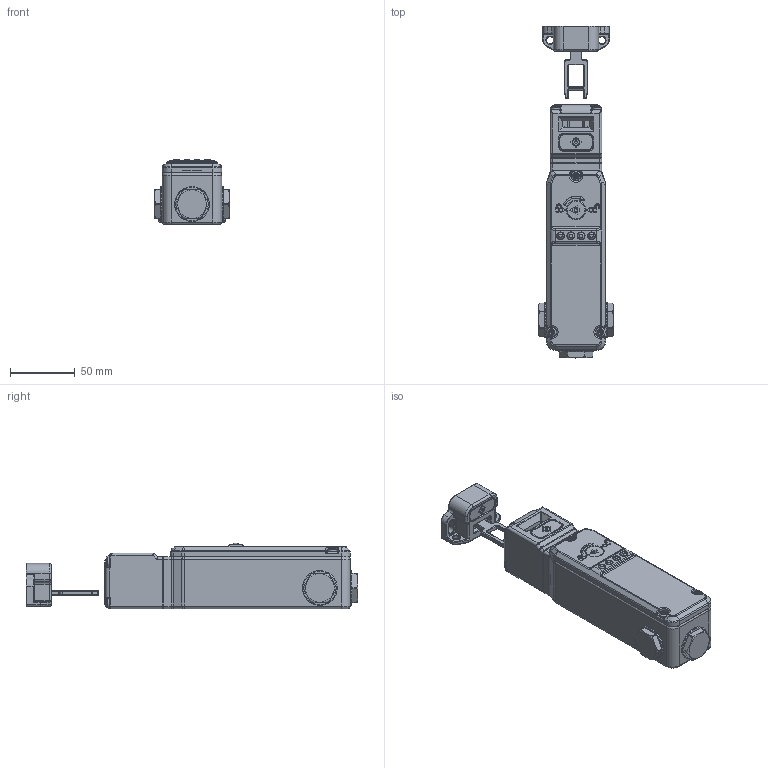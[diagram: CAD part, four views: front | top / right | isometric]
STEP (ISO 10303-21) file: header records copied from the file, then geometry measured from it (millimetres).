
FILE_DESCRIPTION (( 'STEP AP214' ), '1' );
FILE_NAME ('454-KLM-Z-HFZ.STEP', '2020-04-21T15:25:29', ( '' ), ( '' ), 'SwSTEP 2.0', 'SolidWorks 2019', '' );
FILE_SCHEMA (( 'AUTOMOTIVE_DESIGN' ));
Length unit declared in the file: inch
Products named in the file (1): 454-KLM-Z-HFZ
Bounding box: 58 x 257 x 50.5 mm (x, y, z)
Volume: 332406.8 mm3; surface area: 99719.9 mm2
Topology: 25 solids, 25 shells, 3821 faces, 9111 edges, 5302 vertices
Faces by surface type: cylinder 1495, bspline 1086, plane 1072, cone 102, torus 56, sphere 10
Full cylindrical faces by diameter (mm): 1.3 x7, 2 x2, 2.1 x1, 2.5 x6, 2.8 x2, 3.5 x13, 3.7 x3, 4 x9, 4.2 x6, 4.5 x4, 4.8 x8, 5 x7, 5.5 x4, 6 x4, 7 x7, 7.8 x3, 8.2 x1, 10.1 x1, 11.8 x1, 14.5 x2, 15 x2, 17.6 x1, 18 x3, 19.4 x3, 19.8 x2, 20 x1, 26.8 x3
Entity records: 134821 total; most frequent: CARTESIAN_POINT 54936, ORIENTED_EDGE 17176, DIRECTION 15606, EDGE_CURVE 8588, AXIS2_PLACEMENT_3D 5942, VERTEX_POINT 5178, EDGE_LOOP 4244, FACE_OUTER_BOUND 4008
